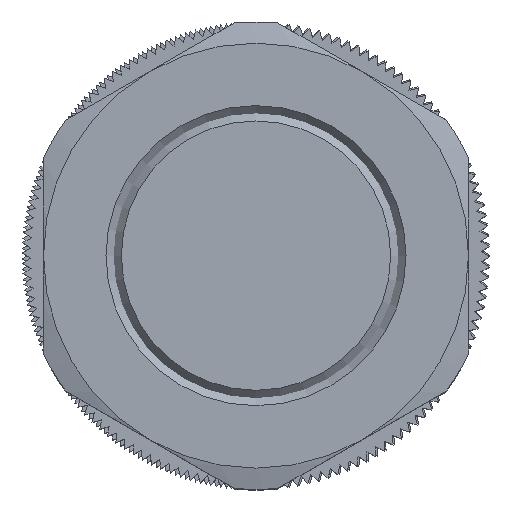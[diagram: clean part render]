
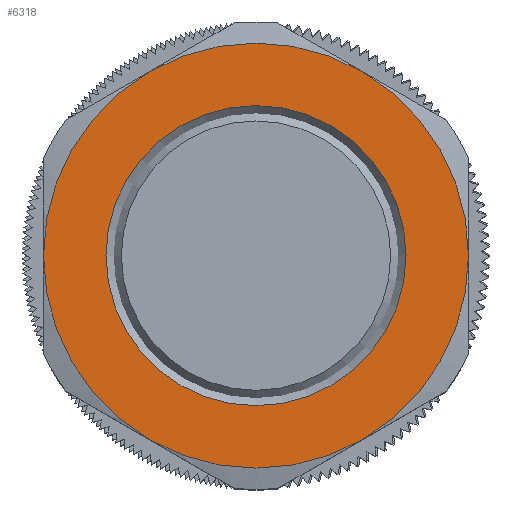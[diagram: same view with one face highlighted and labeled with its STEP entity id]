
A CAD part, top view. The second image highlights one B-rep face of the part: STEP entity #6318.
In plain terms, the highlighted face is planar.
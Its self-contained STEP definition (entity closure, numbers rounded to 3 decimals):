
#1816=PLANE('',#6719);
#2137=CIRCLE('',#6701,8.5);
#2138=CIRCLE('',#6703,8.5);
#2139=CIRCLE('',#6705,8.5);
#2140=CIRCLE('',#6707,8.5);
#2141=CIRCLE('',#6709,8.5);
#2142=CIRCLE('',#6711,8.5);
#2147=CIRCLE('',#6720,6.);
#2851=ORIENTED_EDGE('',*,*,#4668,.F.);
#2852=ORIENTED_EDGE('',*,*,#4096,.T.);
#2853=ORIENTED_EDGE('',*,*,#4094,.T.);
#2854=ORIENTED_EDGE('',*,*,#4090,.T.);
#2855=ORIENTED_EDGE('',*,*,#4088,.T.);
#2856=ORIENTED_EDGE('',*,*,#4102,.T.);
#2857=ORIENTED_EDGE('',*,*,#4099,.T.);
#4088=EDGE_CURVE('',#5003,#5004,#2137,.T.);
#4090=EDGE_CURVE('',#5005,#5003,#2138,.T.);
#4094=EDGE_CURVE('',#5006,#5005,#2139,.T.);
#4096=EDGE_CURVE('',#5007,#5006,#2140,.T.);
#4099=EDGE_CURVE('',#5008,#5007,#2141,.T.);
#4102=EDGE_CURVE('',#5004,#5008,#2142,.T.);
#4668=EDGE_CURVE('',#5573,#5573,#2147,.T.);
#5003=VERTEX_POINT('',#8816);
#5004=VERTEX_POINT('',#8821);
#5005=VERTEX_POINT('',#8829);
#5006=VERTEX_POINT('',#8839);
#5007=VERTEX_POINT('',#8851);
#5008=VERTEX_POINT('',#8862);
#5573=VERTEX_POINT('',#10010);
#5626=EDGE_LOOP('',(#2851));
#5627=EDGE_LOOP('',(#2852,#2853,#2854,#2855,#2856,#2857));
#5970=FACE_BOUND('',#5626,.T.);
#5971=FACE_BOUND('',#5627,.T.);
#6318=ADVANCED_FACE('',(#5970,#5971),#1816,.F.);
#6701=AXIS2_PLACEMENT_3D('',#8822,#7177,#7178);
#6703=AXIS2_PLACEMENT_3D('',#8828,#7181,#7182);
#6705=AXIS2_PLACEMENT_3D('',#8844,#7185,#7186);
#6707=AXIS2_PLACEMENT_3D('',#8850,#7189,#7190);
#6709=AXIS2_PLACEMENT_3D('',#8861,#7193,#7194);
#6711=AXIS2_PLACEMENT_3D('',#8872,#7197,#7198);
#6719=AXIS2_PLACEMENT_3D('',#10008,#7773,#7774);
#6720=AXIS2_PLACEMENT_3D('',#10009,#7775,#7776);
#7177=DIRECTION('',(1.,0.,0.));
#7178=DIRECTION('',(0.,0.,-1.));
#7181=DIRECTION('',(1.,0.,0.));
#7182=DIRECTION('',(0.,0.,-1.));
#7185=DIRECTION('',(1.,0.,0.));
#7186=DIRECTION('',(0.,0.,-1.));
#7189=DIRECTION('',(1.,0.,0.));
#7190=DIRECTION('',(0.,0.,-1.));
#7193=DIRECTION('',(1.,0.,0.));
#7194=DIRECTION('',(0.,0.,-1.));
#7197=DIRECTION('',(1.,0.,0.));
#7198=DIRECTION('',(0.,0.,-1.));
#7773=DIRECTION('',(-1.,0.,0.));
#7774=DIRECTION('',(0.,0.,1.));
#7775=DIRECTION('',(1.,0.,0.));
#7776=DIRECTION('',(0.,0.,-1.));
#8816=CARTESIAN_POINT('',(8.,0.,8.5));
#8821=CARTESIAN_POINT('',(8.,-7.361,4.25));
#8822=CARTESIAN_POINT('',(8.,0.,0.));
#8828=CARTESIAN_POINT('',(8.,0.,0.));
#8829=CARTESIAN_POINT('',(8.,7.361,4.25));
#8839=CARTESIAN_POINT('',(8.,7.361,-4.25));
#8844=CARTESIAN_POINT('',(8.,0.,0.));
#8850=CARTESIAN_POINT('',(8.,0.,0.));
#8851=CARTESIAN_POINT('',(8.,0.,-8.5));
#8861=CARTESIAN_POINT('',(8.,0.,0.));
#8862=CARTESIAN_POINT('',(8.,-7.361,-4.25));
#8872=CARTESIAN_POINT('',(8.,0.,0.));
#10008=CARTESIAN_POINT('',(8.,8.5,0.));
#10009=CARTESIAN_POINT('',(8.,0.,0.));
#10010=CARTESIAN_POINT('',(8.,0.,-6.));
